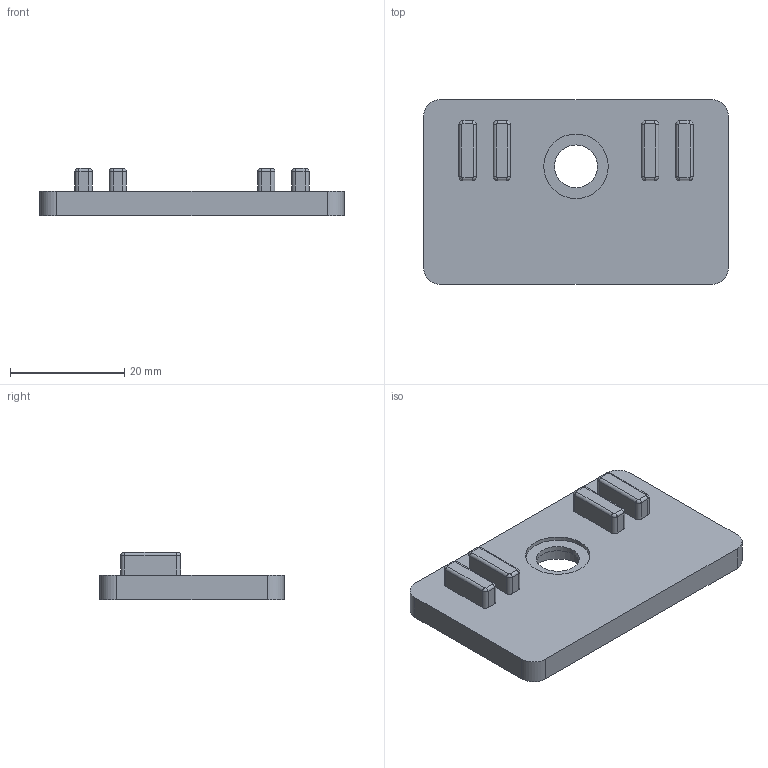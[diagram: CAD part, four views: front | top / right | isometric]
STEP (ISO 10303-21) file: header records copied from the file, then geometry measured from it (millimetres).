
FILE_DESCRIPTION (( 'STEP AP214' ), '1' );
FILE_NAME ('A19_24-....STEP', '2022-12-08T14:59:40', ( '' ), ( '' ), 'SwSTEP 2.0', 'SolidWorks 2019', '' );
FILE_SCHEMA (( 'AUTOMOTIVE_DESIGN' ));
Length unit declared in the file: millimetre
Products named in the file (1): A19_24-...
Bounding box: 53.4 x 32.4 x 8.25 mm (x, y, z)
Volume: 7491.5 mm3; surface area: 4601.3 mm2
Topology: 1 solids, 1 shells, 141 faces, 358 edges, 228 vertices
Faces by surface type: plane 65, cylinder 42, bspline 18, torus 16
Entity records: 5186 total; most frequent: CARTESIAN_POINT 1786, ORIENTED_EDGE 716, DIRECTION 670, EDGE_CURVE 358, VERTEX_POINT 228, AXIS2_PLACEMENT_3D 224, VECTOR 222, LINE 222
